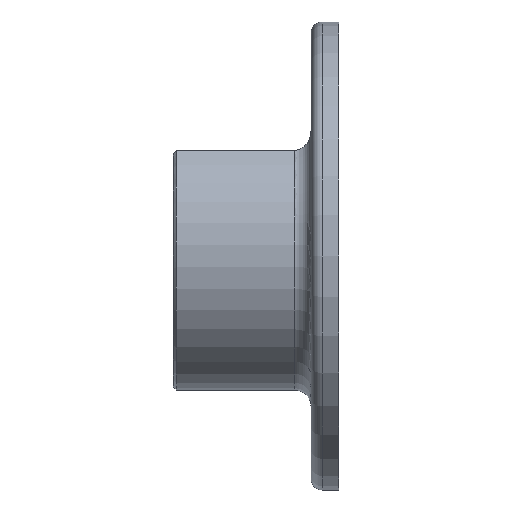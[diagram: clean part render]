
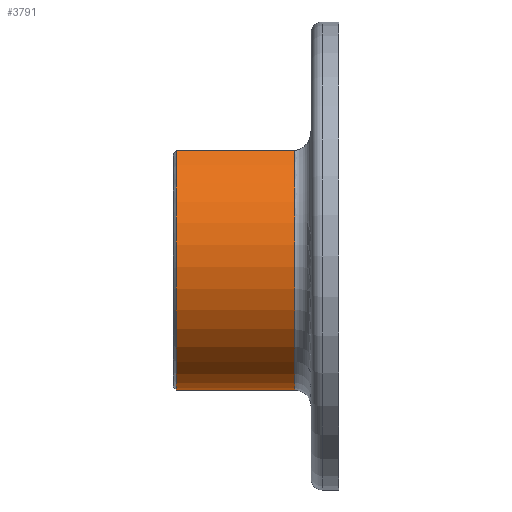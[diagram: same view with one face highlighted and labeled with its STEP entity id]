
A CAD part, left-side view. The second image highlights one B-rep face of the part: STEP entity #3791.
In plain terms, the highlighted cylindrical face has radius 24.35 mm (diameter 48.7 mm), a partial arc.
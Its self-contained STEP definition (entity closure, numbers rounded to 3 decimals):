
#238 = CARTESIAN_POINT ( 'NONE',  ( -15., 8., 19.181 ) ) ;
#327 = CARTESIAN_POINT ( 'NONE',  ( 0., 8., 0. ) ) ;
#682 = EDGE_CURVE ( 'NONE', #2356, #16985, #4679, .T. ) ;
#1963 = DIRECTION ( 'NONE',  ( 0., 1., 0. ) ) ;
#2354 = DIRECTION ( 'NONE',  ( 0., -1., 0. ) ) ;
#2356 = VERTEX_POINT ( 'NONE', #18760 ) ;
#3791 = ADVANCED_FACE ( 'NONE', ( #11869 ), #19006, .T. ) ;
#4616 = CARTESIAN_POINT ( 'NONE',  ( -15., 30., 19.181 ) ) ;
#4679 = LINE ( 'NONE', #4616, #12059 ) ;
#5462 = VECTOR ( 'NONE', #18114, 1000. ) ;
#5754 = CARTESIAN_POINT ( 'NONE',  ( 0., 30., 0. ) ) ;
#5843 = CARTESIAN_POINT ( 'NONE',  ( 0., 8., -24.35 ) ) ;
#6023 = ORIENTED_EDGE ( 'NONE', *, *, #11004, .T. ) ;
#6410 = CARTESIAN_POINT ( 'NONE',  ( 0., 29.5, -24.35 ) ) ;
#7286 = AXIS2_PLACEMENT_3D ( 'NONE', #8143, #18198, #20106 ) ;
#8143 = CARTESIAN_POINT ( 'NONE',  ( 0., 29.5, 0. ) ) ;
#8523 = VERTEX_POINT ( 'NONE', #6410 ) ;
#8937 = EDGE_CURVE ( 'NONE', #8523, #11982, #19992, .T. ) ;
#9008 = ORIENTED_EDGE ( 'NONE', *, *, #15112, .T. ) ;
#11004 = EDGE_CURVE ( 'NONE', #2356, #8523, #18379, .T. ) ;
#11869 = FACE_OUTER_BOUND ( 'NONE', #16769, .T. ) ;
#11982 = VERTEX_POINT ( 'NONE', #5843 ) ;
#12059 = VECTOR ( 'NONE', #16405, 1000. ) ;
#13846 = ORIENTED_EDGE ( 'NONE', *, *, #682, .F. ) ;
#14036 = ORIENTED_EDGE ( 'NONE', *, *, #8937, .T. ) ;
#14291 = CIRCLE ( 'NONE', #17118, 24.35 ) ;
#15112 = EDGE_CURVE ( 'NONE', #11982, #16985, #14291, .T. ) ;
#16402 = CARTESIAN_POINT ( 'NONE',  ( 0., 30., -24.35 ) ) ;
#16405 = DIRECTION ( 'NONE',  ( 0., -1., 0. ) ) ;
#16769 = EDGE_LOOP ( 'NONE', ( #6023, #14036, #9008, #13846 ) ) ;
#16985 = VERTEX_POINT ( 'NONE', #238 ) ;
#17118 = AXIS2_PLACEMENT_3D ( 'NONE', #327, #1963, #20606 ) ;
#17634 = DIRECTION ( 'NONE',  ( 0., 0., -1. ) ) ;
#17981 = AXIS2_PLACEMENT_3D ( 'NONE', #5754, #2354, #17634 ) ;
#18114 = DIRECTION ( 'NONE',  ( 0., -1., 0. ) ) ;
#18198 = DIRECTION ( 'NONE',  ( 0., -1., 0. ) ) ;
#18379 = CIRCLE ( 'NONE', #7286, 24.35 ) ;
#18760 = CARTESIAN_POINT ( 'NONE',  ( -15., 29.5, 19.181 ) ) ;
#19006 = CYLINDRICAL_SURFACE ( 'NONE', #17981, 24.35 ) ;
#19992 = LINE ( 'NONE', #16402, #5462 ) ;
#20106 = DIRECTION ( 'NONE',  ( 0., 0., 1. ) ) ;
#20606 = DIRECTION ( 'NONE',  ( 0., 0., 1. ) ) ;
